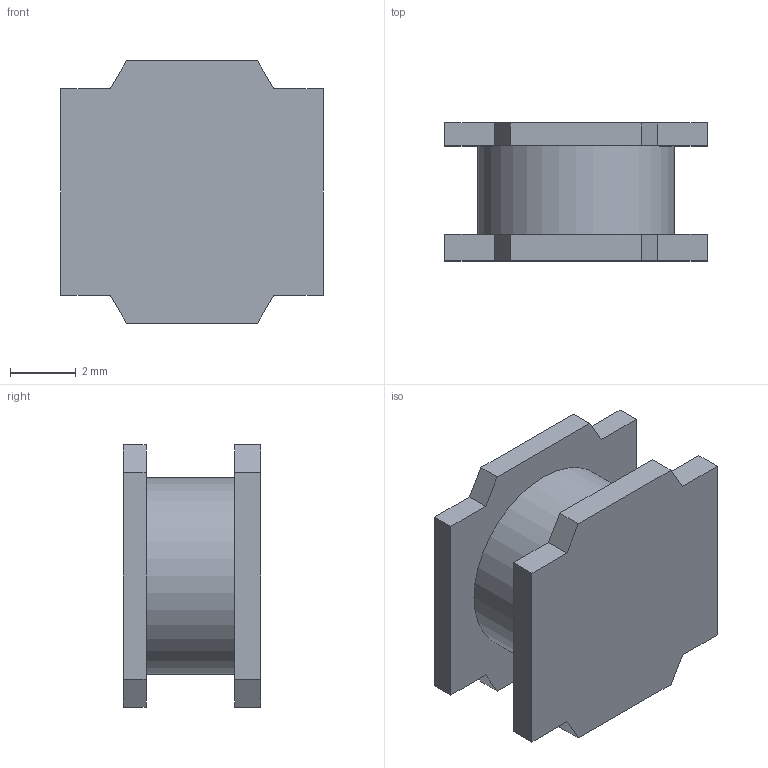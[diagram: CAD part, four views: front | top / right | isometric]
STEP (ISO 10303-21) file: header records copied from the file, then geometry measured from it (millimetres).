
FILE_DESCRIPTION(/* description */ ('','CAx-IF Rec.Pracs.---Representation and Presentation of Product Manufacturing Information (PMI)---4.0---2014-10-13'),/* implementation_level */ '2;1');
FILE_NAME(/* name */ 'inductor.stp',/* time_stamp */ '2019-11-25T06:14:34-06:00',/* author */ ('kjdix'),/* organization */ (''),/* preprocessor_version */ 'ST-DEVELOPER v17.2',/* originating_system */ 'Autodesk Inventor 2019',/* authorisation */ '');
FILE_SCHEMA (('AP242_MANAGED_MODEL_BASED_3D_ENGINEERING_MIM_LF { 1 0 10303 442 1 1 4 }'));
Length unit declared in the file: inch
Products named in the file (1): inductor
Bounding box: 8 x 4.2 x 8 mm (x, y, z)
Volume: 163.4 mm3; surface area: 272.3 mm2
Topology: 1 solids, 1 shells, 29 faces, 88 edges, 75 vertices
Faces by surface type: plane 28, cylinder 1
Full cylindrical faces by diameter (mm): 6 x1
Entity records: 1077 total; most frequent: CARTESIAN_POINT 197, DIRECTION 165, ORIENTED_EDGE 150, EDGE_CURVE 75, LINE 73, VECTOR 73, VERTEX_POINT 50, AXIS2_PLACEMENT_3D 46
